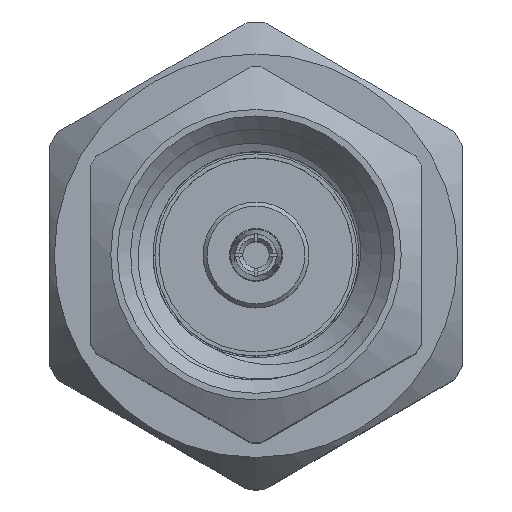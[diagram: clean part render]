
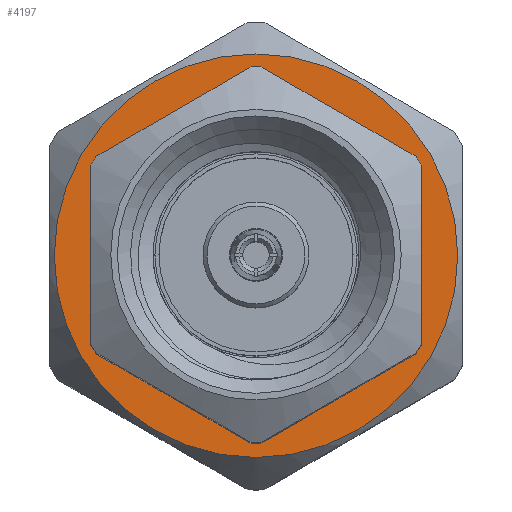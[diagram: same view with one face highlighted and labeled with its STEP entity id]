
A CAD part, top view. The second image highlights one B-rep face of the part: STEP entity #4197.
In plain terms, the highlighted planar face has unit normal (0, 0, 1).
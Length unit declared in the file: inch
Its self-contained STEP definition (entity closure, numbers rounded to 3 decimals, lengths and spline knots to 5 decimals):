
#32 = AXIS2_PLACEMENT_3D ( 'NONE', #6085, #6646, #5419 ) ;
#117 = ORIENTED_EDGE ( 'NONE', *, *, #1041, .T. ) ;
#320 = AXIS2_PLACEMENT_3D ( 'NONE', #1006, #4911, #2102 ) ;
#360 = EDGE_LOOP ( 'NONE', ( #3451 ) ) ;
#497 = PLANE ( 'NONE',  #1158 ) ;
#908 = VERTEX_POINT ( 'NONE', #1455 ) ;
#1006 = CARTESIAN_POINT ( 'NONE',  ( 0., 0., -0.46 ) ) ;
#1041 = EDGE_CURVE ( 'NONE', #6312, #6312, #6512, .T. ) ;
#1051 = DIRECTION ( 'NONE',  ( -0.866, 0.5, 0. ) ) ;
#1158 = AXIS2_PLACEMENT_3D ( 'NONE', #4383, #6022, #1051 ) ;
#1296 = EDGE_LOOP ( 'NONE', ( #117 ) ) ;
#1455 = CARTESIAN_POINT ( 'NONE',  ( 0.13232, -0.0764, -0.46 ) ) ;
#1914 = CARTESIAN_POINT ( 'NONE',  ( 0.12, 0., -0.46 ) ) ;
#2102 = DIRECTION ( 'NONE',  ( 0.866, -0.5, 0. ) ) ;
#3451 = ORIENTED_EDGE ( 'NONE', *, *, #4208, .F. ) ;
#4197 = ADVANCED_FACE ( 'NONE', ( #4939, #5272 ), #497, .T. ) ;
#4208 = EDGE_CURVE ( 'NONE', #908, #908, #4668, .T. ) ;
#4383 = CARTESIAN_POINT ( 'NONE',  ( 0., 0., -0.46 ) ) ;
#4668 = CIRCLE ( 'NONE', #320, 0.15279 ) ;
#4911 = DIRECTION ( 'NONE',  ( 0., 0., -1. ) ) ;
#4939 = FACE_BOUND ( 'NONE', #1296, .T. ) ;
#5272 = FACE_OUTER_BOUND ( 'NONE', #360, .T. ) ;
#5419 = DIRECTION ( 'NONE',  ( 1., 0., 0. ) ) ;
#6022 = DIRECTION ( 'NONE',  ( 0., 0., 1. ) ) ;
#6085 = CARTESIAN_POINT ( 'NONE',  ( 0., 0., -0.46 ) ) ;
#6312 = VERTEX_POINT ( 'NONE', #1914 ) ;
#6512 = CIRCLE ( 'NONE', #32, 0.12 ) ;
#6646 = DIRECTION ( 'NONE',  ( 0., 0., -1. ) ) ;
